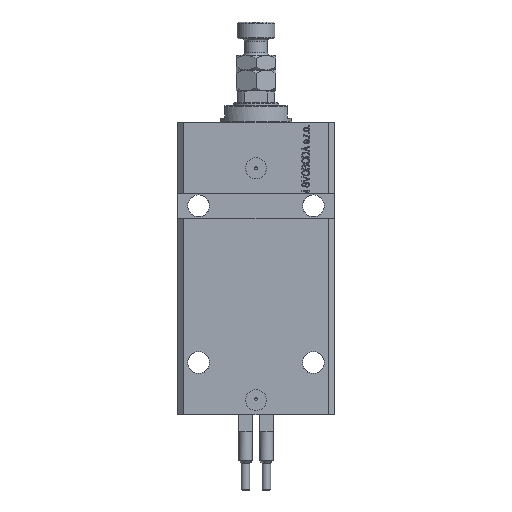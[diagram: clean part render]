
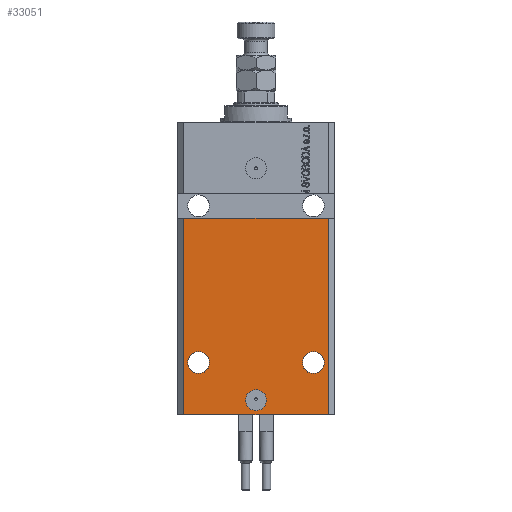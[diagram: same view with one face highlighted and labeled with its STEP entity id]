
A CAD part, front view. The second image highlights one B-rep face of the part: STEP entity #33051.
In plain terms, the highlighted planar face has unit normal (0, -1, 0).
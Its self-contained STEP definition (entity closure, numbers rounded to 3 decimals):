
#1410 = CARTESIAN_POINT ( 'NONE',  ( 34.5, -27.5, -140. ) ) ;
#1493 = CARTESIAN_POINT ( 'NONE',  ( 34.5, -27.5, -46. ) ) ;
#1865 = CARTESIAN_POINT ( 'NONE',  ( 27.5, -27.5, -115. ) ) ;
#2862 = DIRECTION ( 'NONE',  ( 1., 0., 0. ) ) ;
#2935 = LINE ( 'NONE', #44276, #39407 ) ;
#3122 = DIRECTION ( 'NONE',  ( 0., -1., 0. ) ) ;
#3500 = PLANE ( 'NONE',  #27822 ) ;
#3840 = CIRCLE ( 'NONE', #32006, 5.25 ) ;
#5033 = CARTESIAN_POINT ( 'NONE',  ( -32.75, -27.5, -115. ) ) ;
#5630 = VERTEX_POINT ( 'NONE', #40608 ) ;
#7608 = ORIENTED_EDGE ( 'NONE', *, *, #19625, .F. ) ;
#7674 = EDGE_CURVE ( 'NONE', #45738, #45405, #3840, .T. ) ;
#8148 = CARTESIAN_POINT ( 'NONE',  ( -34.5, -27.5, -46. ) ) ;
#8336 = CARTESIAN_POINT ( 'NONE',  ( -27.5, -27.5, -115. ) ) ;
#8592 = EDGE_LOOP ( 'NONE', ( #24540, #14369 ) ) ;
#8668 = EDGE_CURVE ( 'NONE', #48622, #23233, #33621, .T. ) ;
#8707 = AXIS2_PLACEMENT_3D ( 'NONE', #37950, #49771, #49285 ) ;
#8710 = VECTOR ( 'NONE', #13356, 1000. ) ;
#9503 = DIRECTION ( 'NONE',  ( 0., 0., 1. ) ) ;
#9818 = EDGE_LOOP ( 'NONE', ( #32330, #7608 ) ) ;
#10547 = LINE ( 'NONE', #17621, #27274 ) ;
#11052 = FACE_BOUND ( 'NONE', #9818, .T. ) ;
#11301 = CARTESIAN_POINT ( 'NONE',  ( -34.5, -27.5, -140. ) ) ;
#12614 = VECTOR ( 'NONE', #34109, 1000. ) ;
#12640 = ORIENTED_EDGE ( 'NONE', *, *, #25774, .F. ) ;
#12829 = EDGE_CURVE ( 'NONE', #5630, #14664, #10547, .T. ) ;
#13136 = EDGE_CURVE ( 'NONE', #5630, #48622, #2935, .T. ) ;
#13356 = DIRECTION ( 'NONE',  ( 0., 0., 1. ) ) ;
#13375 = CIRCLE ( 'NONE', #22226, 5.25 ) ;
#13957 = CARTESIAN_POINT ( 'NONE',  ( -27.5, -27.5, -115. ) ) ;
#14339 = FACE_BOUND ( 'NONE', #8592, .T. ) ;
#14369 = ORIENTED_EDGE ( 'NONE', *, *, #36202, .F. ) ;
#14421 = CARTESIAN_POINT ( 'NONE',  ( 22.25, -27.5, -115. ) ) ;
#14664 = VERTEX_POINT ( 'NONE', #1410 ) ;
#16657 = AXIS2_PLACEMENT_3D ( 'NONE', #19517, #31358, #27557 ) ;
#17621 = CARTESIAN_POINT ( 'NONE',  ( -34.5, -27.5, -140. ) ) ;
#18632 = FACE_BOUND ( 'NONE', #26416, .T. ) ;
#18657 = AXIS2_PLACEMENT_3D ( 'NONE', #1865, #3122, #2862 ) ;
#18970 = CARTESIAN_POINT ( 'NONE',  ( 27.5, -27.5, -115. ) ) ;
#19517 = CARTESIAN_POINT ( 'NONE',  ( 0., -27.5, -133. ) ) ;
#19625 = EDGE_CURVE ( 'NONE', #22669, #20896, #21054, .T. ) ;
#20005 = ORIENTED_EDGE ( 'NONE', *, *, #7674, .F. ) ;
#20188 = DIRECTION ( 'NONE',  ( 0., -1., 0. ) ) ;
#20896 = VERTEX_POINT ( 'NONE', #24437 ) ;
#20943 = LINE ( 'NONE', #47892, #8710 ) ;
#21054 = CIRCLE ( 'NONE', #18657, 5.25 ) ;
#21529 = DIRECTION ( 'NONE',  ( -1., 0., 0. ) ) ;
#22226 = AXIS2_PLACEMENT_3D ( 'NONE', #18970, #41920, #30296 ) ;
#22669 = VERTEX_POINT ( 'NONE', #14421 ) ;
#23233 = VERTEX_POINT ( 'NONE', #1493 ) ;
#23703 = DIRECTION ( 'NONE',  ( -1., 0., 0. ) ) ;
#24437 = CARTESIAN_POINT ( 'NONE',  ( 32.75, -27.5, -115. ) ) ;
#24540 = ORIENTED_EDGE ( 'NONE', *, *, #41771, .F. ) ;
#25294 = DIRECTION ( 'NONE',  ( 0., -1., 0. ) ) ;
#25774 = EDGE_CURVE ( 'NONE', #45405, #45738, #37376, .T. ) ;
#25914 = DIRECTION ( 'NONE',  ( 0., 0., -1. ) ) ;
#26416 = EDGE_LOOP ( 'NONE', ( #20005, #12640 ) ) ;
#27112 = CARTESIAN_POINT ( 'NONE',  ( -22.25, -27.5, -115. ) ) ;
#27274 = VECTOR ( 'NONE', #48110, 1000. ) ;
#27557 = DIRECTION ( 'NONE',  ( 1., 0., 0. ) ) ;
#27822 = AXIS2_PLACEMENT_3D ( 'NONE', #11301, #33986, #25914 ) ;
#28031 = ORIENTED_EDGE ( 'NONE', *, *, #8668, .F. ) ;
#28229 = ORIENTED_EDGE ( 'NONE', *, *, #12829, .T. ) ;
#28688 = EDGE_LOOP ( 'NONE', ( #28031, #33634, #28229, #35865 ) ) ;
#30296 = DIRECTION ( 'NONE',  ( 1., 0., 0. ) ) ;
#30695 = FACE_OUTER_BOUND ( 'NONE', #28688, .T. ) ;
#31358 = DIRECTION ( 'NONE',  ( 0., -1., 0. ) ) ;
#31556 = CARTESIAN_POINT ( 'NONE',  ( -5., -27.5, -133. ) ) ;
#32006 = AXIS2_PLACEMENT_3D ( 'NONE', #8336, #20188, #23703 ) ;
#32330 = ORIENTED_EDGE ( 'NONE', *, *, #46727, .F. ) ;
#33051 = ADVANCED_FACE ( 'NONE', ( #14339, #11052, #18632, #30695 ), #3500, .T. ) ;
#33621 = LINE ( 'NONE', #41694, #12614 ) ;
#33634 = ORIENTED_EDGE ( 'NONE', *, *, #13136, .F. ) ;
#33986 = DIRECTION ( 'NONE',  ( 0., -1., 0. ) ) ;
#34109 = DIRECTION ( 'NONE',  ( 1., 0., 0. ) ) ;
#34330 = CIRCLE ( 'NONE', #16657, 5. ) ;
#35865 = ORIENTED_EDGE ( 'NONE', *, *, #37977, .T. ) ;
#36202 = EDGE_CURVE ( 'NONE', #37247, #44802, #34330, .T. ) ;
#36984 = CARTESIAN_POINT ( 'NONE',  ( 5., -27.5, -133. ) ) ;
#37247 = VERTEX_POINT ( 'NONE', #31556 ) ;
#37376 = CIRCLE ( 'NONE', #47739, 5.25 ) ;
#37950 = CARTESIAN_POINT ( 'NONE',  ( 0., -27.5, -133. ) ) ;
#37977 = EDGE_CURVE ( 'NONE', #14664, #23233, #20943, .T. ) ;
#39407 = VECTOR ( 'NONE', #9503, 1000. ) ;
#40608 = CARTESIAN_POINT ( 'NONE',  ( -34.5, -27.5, -140. ) ) ;
#41694 = CARTESIAN_POINT ( 'NONE',  ( -37.5, -27.5, -46. ) ) ;
#41771 = EDGE_CURVE ( 'NONE', #44802, #37247, #43322, .T. ) ;
#41920 = DIRECTION ( 'NONE',  ( 0., -1., 0. ) ) ;
#43322 = CIRCLE ( 'NONE', #8707, 5. ) ;
#44276 = CARTESIAN_POINT ( 'NONE',  ( -34.5, -27.5, -140. ) ) ;
#44802 = VERTEX_POINT ( 'NONE', #36984 ) ;
#45405 = VERTEX_POINT ( 'NONE', #5033 ) ;
#45738 = VERTEX_POINT ( 'NONE', #27112 ) ;
#46727 = EDGE_CURVE ( 'NONE', #20896, #22669, #13375, .T. ) ;
#47739 = AXIS2_PLACEMENT_3D ( 'NONE', #13957, #25294, #21529 ) ;
#47892 = CARTESIAN_POINT ( 'NONE',  ( 34.5, -27.5, -140. ) ) ;
#48110 = DIRECTION ( 'NONE',  ( 1., 0., 0. ) ) ;
#48622 = VERTEX_POINT ( 'NONE', #8148 ) ;
#49285 = DIRECTION ( 'NONE',  ( 1., 0., 0. ) ) ;
#49771 = DIRECTION ( 'NONE',  ( 0., -1., 0. ) ) ;
